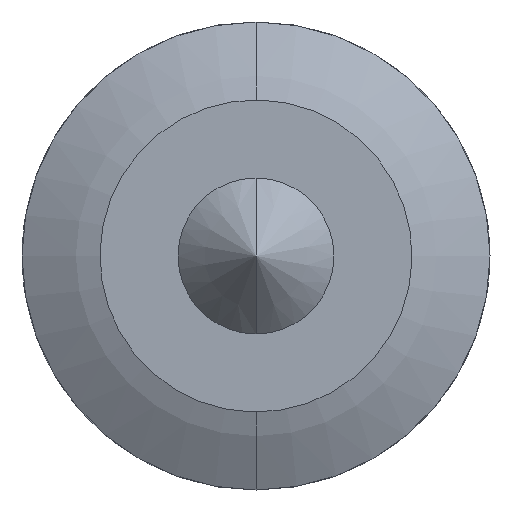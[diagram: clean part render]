
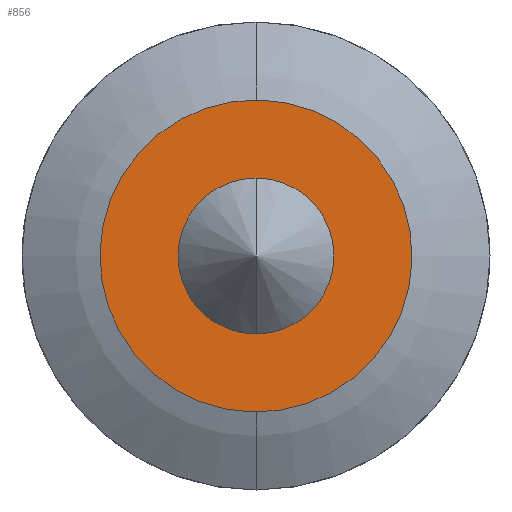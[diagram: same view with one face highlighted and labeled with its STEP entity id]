
A CAD part, front view. The second image highlights one B-rep face of the part: STEP entity #856.
In plain terms, the highlighted planar face has unit normal (0, -1, 0).
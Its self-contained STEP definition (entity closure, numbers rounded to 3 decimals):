
#30 = CIRCLE ( 'NONE', #741, 5. ) ;
#45 = AXIS2_PLACEMENT_3D ( 'NONE', #84, #83, #94 ) ;
#47 = CIRCLE ( 'NONE', #45, 5. ) ;
#83 = DIRECTION ( 'NONE',  ( 0., 1., 0. ) ) ;
#84 = CARTESIAN_POINT ( 'NONE',  ( 0., 0., 0. ) ) ;
#94 = DIRECTION ( 'NONE',  ( 0., 0., 1. ) ) ;
#133 = CARTESIAN_POINT ( 'NONE',  ( 0., 0., -2.25 ) ) ;
#153 = CARTESIAN_POINT ( 'NONE',  ( 0., 0., -5. ) ) ;
#171 = DIRECTION ( 'NONE',  ( 0., 0., 1. ) ) ;
#172 = DIRECTION ( 'NONE',  ( 0., 1., 0. ) ) ;
#173 = CARTESIAN_POINT ( 'NONE',  ( 0., 0., 0. ) ) ;
#255 = FACE_BOUND ( 'NONE', #557, .T. ) ;
#256 = FACE_OUTER_BOUND ( 'NONE', #563, .T. ) ;
#557 = EDGE_LOOP ( 'NONE', ( #876, #586 ) ) ;
#563 = EDGE_LOOP ( 'NONE', ( #885, #891 ) ) ;
#586 = ORIENTED_EDGE ( 'NONE', *, *, #838, .T. ) ;
#628 = VERTEX_POINT ( 'NONE', #153 ) ;
#642 = VERTEX_POINT ( 'NONE', #133 ) ;
#661 = EDGE_CURVE ( 'NONE', #628, #879, #47, .T. ) ;
#689 = EDGE_CURVE ( 'NONE', #879, #628, #30, .T. ) ;
#697 = EDGE_CURVE ( 'NONE', #642, #882, #718, .T. ) ;
#718 = CIRCLE ( 'NONE', #726, 2.25 ) ;
#726 = AXIS2_PLACEMENT_3D ( 'NONE', #943, #941, #938 ) ;
#741 = AXIS2_PLACEMENT_3D ( 'NONE', #173, #172, #171 ) ;
#742 = AXIS2_PLACEMENT_3D ( 'NONE', #952, #951, #950 ) ;
#756 = AXIS2_PLACEMENT_3D ( 'NONE', #992, #991, #989 ) ;
#768 = CIRCLE ( 'NONE', #756, 2.25 ) ;
#838 = EDGE_CURVE ( 'NONE', #882, #642, #768, .T. ) ;
#856 = ADVANCED_FACE ( 'NONE', ( #256, #255 ), #954, .F. ) ;
#876 = ORIENTED_EDGE ( 'NONE', *, *, #697, .T. ) ;
#879 = VERTEX_POINT ( 'NONE', #923 ) ;
#882 = VERTEX_POINT ( 'NONE', #922 ) ;
#885 = ORIENTED_EDGE ( 'NONE', *, *, #661, .F. ) ;
#891 = ORIENTED_EDGE ( 'NONE', *, *, #689, .F. ) ;
#922 = CARTESIAN_POINT ( 'NONE',  ( 0., 0., 2.25 ) ) ;
#923 = CARTESIAN_POINT ( 'NONE',  ( 0., 0., 5. ) ) ;
#938 = DIRECTION ( 'NONE',  ( 0., 0., 1. ) ) ;
#941 = DIRECTION ( 'NONE',  ( 0., 1., 0. ) ) ;
#943 = CARTESIAN_POINT ( 'NONE',  ( 0., 0., 0. ) ) ;
#950 = DIRECTION ( 'NONE',  ( 0., 0., 1. ) ) ;
#951 = DIRECTION ( 'NONE',  ( 0., 1., 0. ) ) ;
#952 = CARTESIAN_POINT ( 'NONE',  ( 0., 0., 0. ) ) ;
#954 = PLANE ( 'NONE',  #742 ) ;
#989 = DIRECTION ( 'NONE',  ( 0., 0., 1. ) ) ;
#991 = DIRECTION ( 'NONE',  ( 0., 1., 0. ) ) ;
#992 = CARTESIAN_POINT ( 'NONE',  ( 0., 0., 0. ) ) ;
